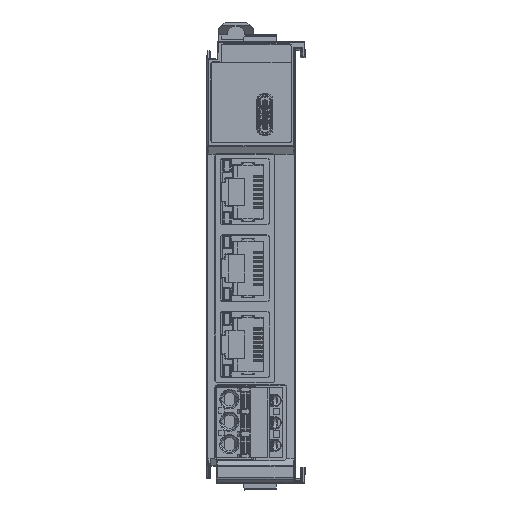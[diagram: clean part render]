
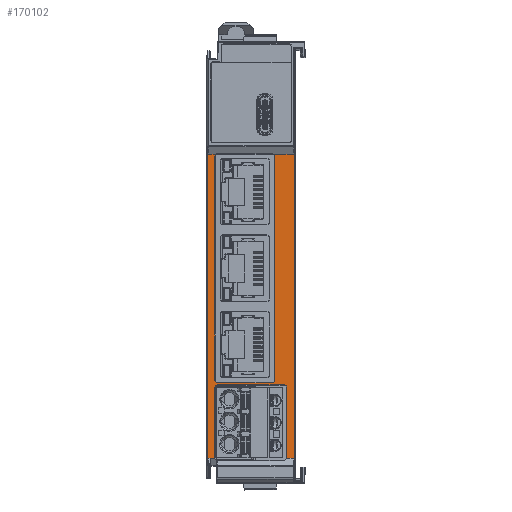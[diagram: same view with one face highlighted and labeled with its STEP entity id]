
A CAD part, top view. The second image highlights one B-rep face of the part: STEP entity #170102.
In plain terms, the highlighted planar face has unit normal (0, 0, 1).
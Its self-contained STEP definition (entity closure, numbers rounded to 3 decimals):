
#165635=CARTESIAN_POINT('',(16.019,-88.4,63.549));
#165636=VERTEX_POINT('',#165635);
#165644=CARTESIAN_POINT('',(16.599,-88.98,63.55));
#165645=VERTEX_POINT('',#165644);
#165646=CARTESIAN_POINT('',(16.599,-88.4,63.55));
#165647=DIRECTION('',(-1.,0.,0.));
#165648=DIRECTION('',(0.,0.,1.));
#165649=AXIS2_PLACEMENT_3D('',#165646,#165648,#165647);
#165650=CIRCLE('',#165649,0.58);
#165651=EDGE_CURVE('',#165636,#165645,#165650,.T.);
#165677=CARTESIAN_POINT('',(28.999,-88.98,63.55));
#165678=VERTEX_POINT('',#165677);
#165694=CARTESIAN_POINT('',(16.599,-88.98,63.55));
#165695=DIRECTION('',(1.,0.,0.));
#165696=VECTOR('',#165695,12.4);
#165697=LINE('',#165694,#165696);
#165698=EDGE_CURVE('',#165645,#165678,#165697,.T.);
#165708=CARTESIAN_POINT('',(29.579,-88.4,63.55));
#165709=VERTEX_POINT('',#165708);
#165710=CARTESIAN_POINT('',(29.579,-37.722,63.55));
#165711=VERTEX_POINT('',#165710);
#165712=CARTESIAN_POINT('',(29.579,-88.4,63.55));
#165713=DIRECTION('',(0.,1.,0.));
#165714=VECTOR('',#165713,50.678);
#165715=LINE('',#165712,#165714);
#165716=EDGE_CURVE('',#165709,#165711,#165715,.T.);
#165756=CARTESIAN_POINT('',(29.294,-37.222,63.55));
#165757=VERTEX_POINT('',#165756);
#165758=CARTESIAN_POINT('',(28.999,-37.722,63.55));
#165759=DIRECTION('',(1.,0.,0.));
#165760=DIRECTION('',(0.,0.,1.));
#165761=AXIS2_PLACEMENT_3D('',#165758,#165760,#165759);
#165762=CIRCLE('',#165761,0.58);
#165763=EDGE_CURVE('',#165711,#165757,#165762,.T.);
#165794=CARTESIAN_POINT('',(14.408,-37.221,63.549));
#165795=VERTEX_POINT('',#165794);
#165802=CARTESIAN_POINT('',(16.304,-37.222,63.55));
#165803=VERTEX_POINT('',#165802);
#165804=CARTESIAN_POINT('',(14.412,-37.222,63.549));
#165805=DIRECTION('',(1.,0.,0.));
#165806=VECTOR('',#165805,1.892);
#165807=LINE('',#165804,#165806);
#165808=EDGE_CURVE('',#165795,#165803,#165807,.T.);
#165819=CARTESIAN_POINT('',(33.986,-37.222,63.55));
#165820=VERTEX_POINT('',#165819);
#165821=CARTESIAN_POINT('',(29.294,-37.222,63.55));
#165822=DIRECTION('',(1.,0.,0.));
#165823=VECTOR('',#165822,4.692);
#165824=LINE('',#165821,#165823);
#165825=EDGE_CURVE('',#165757,#165820,#165824,.T.);
#165916=CARTESIAN_POINT('',(14.929,-106.068,63.549));
#165917=VERTEX_POINT('',#165916);
#165924=CARTESIAN_POINT('',(14.409,-106.068,63.549));
#165925=VERTEX_POINT('',#165924);
#165926=CARTESIAN_POINT('',(14.928,-106.068,63.549));
#165927=DIRECTION('',(-1.,0.,0.));
#165928=VECTOR('',#165927,0.516);
#165929=LINE('',#165926,#165928);
#165930=EDGE_CURVE('',#165917,#165925,#165929,.T.);
#166098=CARTESIAN_POINT('',(32.283,-90.,63.55));
#166099=VERTEX_POINT('',#166098);
#166116=CARTESIAN_POINT('',(32.283,-106.,63.55));
#166117=VERTEX_POINT('',#166116);
#166124=CARTESIAN_POINT('',(32.283,-106.,63.55));
#166125=DIRECTION('',(0.,1.,0.));
#166126=VECTOR('',#166125,16.);
#166127=LINE('',#166124,#166126);
#166128=EDGE_CURVE('',#166117,#166099,#166127,.T.);
#166157=CARTESIAN_POINT('',(33.99,-106.068,63.55));
#166158=VERTEX_POINT('',#166157);
#167798=CARTESIAN_POINT('',(16.015,-90.,63.549));
#167799=VERTEX_POINT('',#167798);
#167806=CARTESIAN_POINT('',(16.015,-106.,63.549));
#167807=VERTEX_POINT('',#167806);
#167808=CARTESIAN_POINT('',(16.015,-90.,63.549));
#167809=DIRECTION('',(0.,-1.,0.));
#167810=VECTOR('',#167809,16.);
#167811=LINE('',#167808,#167810);
#167812=EDGE_CURVE('',#167799,#167807,#167811,.T.);
#167850=CARTESIAN_POINT('',(16.599,-89.416,63.55));
#167851=VERTEX_POINT('',#167850);
#167858=CARTESIAN_POINT('',(16.599,-90.,63.55));
#167859=DIRECTION('',(0.,1.,0.));
#167860=DIRECTION('',(0.,0.,1.));
#167861=AXIS2_PLACEMENT_3D('',#167858,#167860,#167859);
#167862=CIRCLE('',#167861,0.584);
#167863=EDGE_CURVE('',#167851,#167799,#167862,.T.);
#167953=CARTESIAN_POINT('',(16.019,-106.068,63.549));
#167954=VERTEX_POINT('',#167953);
#167962=CARTESIAN_POINT('',(16.019,-106.068,63.549));
#167963=DIRECTION('',(-1.,0.,0.));
#167964=VECTOR('',#167963,1.092);
#167965=LINE('',#167962,#167964);
#167966=EDGE_CURVE('',#167954,#165917,#167965,.T.);
#170015=CARTESIAN_POINT('',(24.199,-71.645,63.55));
#170016=DIRECTION('',(-1.,0.,0.));
#170017=DIRECTION('',(0.,0.,1.));
#170018=AXIS2_PLACEMENT_3D('',#170015,#170017,#170016);
#170019=PLANE('',#170018);
#170020=ORIENTED_EDGE('',*,*,#165651,.F.);
#170021=CARTESIAN_POINT('',(16.019,-37.722,63.549));
#170022=VERTEX_POINT('',#170021);
#170023=CARTESIAN_POINT('',(16.019,-88.4,63.549));
#170024=DIRECTION('',(0.,1.,0.));
#170025=VECTOR('',#170024,50.678);
#170026=LINE('',#170023,#170025);
#170027=EDGE_CURVE('',#165636,#170022,#170026,.T.);
#170028=ORIENTED_EDGE('',*,*,#170027,.T.);
#170029=CARTESIAN_POINT('',(16.599,-37.722,63.55));
#170030=DIRECTION('',(-1.,0.,0.));
#170031=DIRECTION('',(0.,0.,-1.));
#170032=AXIS2_PLACEMENT_3D('',#170029,#170031,#170030);
#170033=CIRCLE('',#170032,0.58);
#170034=EDGE_CURVE('',#170022,#165803,#170033,.T.);
#170035=ORIENTED_EDGE('',*,*,#170034,.T.);
#170036=ORIENTED_EDGE('',*,*,#165808,.F.);
#170037=CARTESIAN_POINT('',(14.412,-37.222,63.549));
#170038=DIRECTION('',(0.,-1.,0.));
#170039=VECTOR('',#170038,68.846);
#170040=LINE('',#170037,#170039);
#170041=EDGE_CURVE('',#165795,#165925,#170040,.T.);
#170042=ORIENTED_EDGE('',*,*,#170041,.T.);
#170043=ORIENTED_EDGE('',*,*,#165930,.F.);
#170044=ORIENTED_EDGE('',*,*,#167966,.F.);
#170045=CARTESIAN_POINT('',(16.019,-106.068,63.549));
#170046=CARTESIAN_POINT('',(16.015,-106.034,63.549));
#170047=CARTESIAN_POINT('',(16.015,-106.,63.549));
#170048=(BOUNDED_CURVE()B_SPLINE_CURVE(2,(#170045,#170046,#170047),.UNSPECIFIED.,.F.,.U.)B_SPLINE_CURVE_WITH_KNOTS((3,3),(0.,1.),.UNSPECIFIED.)CURVE()GEOMETRIC_REPRESENTATION_ITEM()RATIONAL_B_SPLINE_CURVE((1.,0.998,1.))REPRESENTATION_ITEM(''));
#170049=EDGE_CURVE('',#167954,#167807,#170048,.T.);
#170050=ORIENTED_EDGE('',*,*,#170049,.T.);
#170051=ORIENTED_EDGE('',*,*,#167812,.F.);
#170052=ORIENTED_EDGE('',*,*,#167863,.F.);
#170053=CARTESIAN_POINT('',(31.699,-89.416,63.55));
#170054=VERTEX_POINT('',#170053);
#170055=CARTESIAN_POINT('',(16.599,-89.416,63.55));
#170056=DIRECTION('',(1.,0.,0.));
#170057=VECTOR('',#170056,15.1);
#170058=LINE('',#170055,#170057);
#170059=EDGE_CURVE('',#167851,#170054,#170058,.T.);
#170060=ORIENTED_EDGE('',*,*,#170059,.T.);
#170061=CARTESIAN_POINT('',(31.699,-90.,63.55));
#170062=DIRECTION('',(0.,1.,0.));
#170063=DIRECTION('',(0.,0.,-1.));
#170064=AXIS2_PLACEMENT_3D('',#170061,#170063,#170062);
#170065=CIRCLE('',#170064,0.584);
#170066=EDGE_CURVE('',#170054,#166099,#170065,.T.);
#170067=ORIENTED_EDGE('',*,*,#170066,.T.);
#170068=ORIENTED_EDGE('',*,*,#166128,.F.);
#170069=CARTESIAN_POINT('',(32.279,-106.068,63.55));
#170070=VERTEX_POINT('',#170069);
#170071=CARTESIAN_POINT('',(32.283,-106.,63.55));
#170072=CARTESIAN_POINT('',(32.283,-106.034,63.55));
#170073=CARTESIAN_POINT('',(32.279,-106.068,63.55));
#170074=(BOUNDED_CURVE()B_SPLINE_CURVE(2,(#170071,#170072,#170073),.UNSPECIFIED.,.F.,.U.)B_SPLINE_CURVE_WITH_KNOTS((3,3),(0.,1.),.UNSPECIFIED.)CURVE()GEOMETRIC_REPRESENTATION_ITEM()RATIONAL_B_SPLINE_CURVE((1.,0.998,1.))REPRESENTATION_ITEM(''));
#170075=EDGE_CURVE('',#166117,#170070,#170074,.T.);
#170076=ORIENTED_EDGE('',*,*,#170075,.T.);
#170077=CARTESIAN_POINT('',(32.279,-106.068,63.55));
#170078=DIRECTION('',(1.,0.,0.));
#170079=VECTOR('',#170078,1.711);
#170080=LINE('',#170077,#170079);
#170081=EDGE_CURVE('',#170070,#166158,#170080,.T.);
#170082=ORIENTED_EDGE('',*,*,#170081,.T.);
#170083=CARTESIAN_POINT('',(33.99,-106.068,63.55));
#170084=DIRECTION('',(0.,1.,0.));
#170085=VECTOR('',#170084,68.846);
#170086=LINE('',#170083,#170085);
#170087=EDGE_CURVE('',#166158,#165820,#170086,.T.);
#170088=ORIENTED_EDGE('',*,*,#170087,.T.);
#170089=ORIENTED_EDGE('',*,*,#165825,.F.);
#170090=ORIENTED_EDGE('',*,*,#165763,.F.);
#170091=ORIENTED_EDGE('',*,*,#165716,.F.);
#170092=CARTESIAN_POINT('',(28.999,-88.4,63.55));
#170093=DIRECTION('',(1.,0.,0.));
#170094=DIRECTION('',(0.,0.,-1.));
#170095=AXIS2_PLACEMENT_3D('',#170092,#170094,#170093);
#170096=CIRCLE('',#170095,0.58);
#170097=EDGE_CURVE('',#165709,#165678,#170096,.T.);
#170098=ORIENTED_EDGE('',*,*,#170097,.T.);
#170099=ORIENTED_EDGE('',*,*,#165698,.F.);
#170100=EDGE_LOOP('',(#170020,#170028,#170035,#170036,#170042,#170043,#170044,#170050,#170051,#170052,#170060,#170067,#170068,#170076,#170082,#170088,#170089,#170090,#170091,#170098,#170099));
#170101=FACE_OUTER_BOUND('',#170100,.T.);
#170102=ADVANCED_FACE('',(#170101),#170019,.T.);
